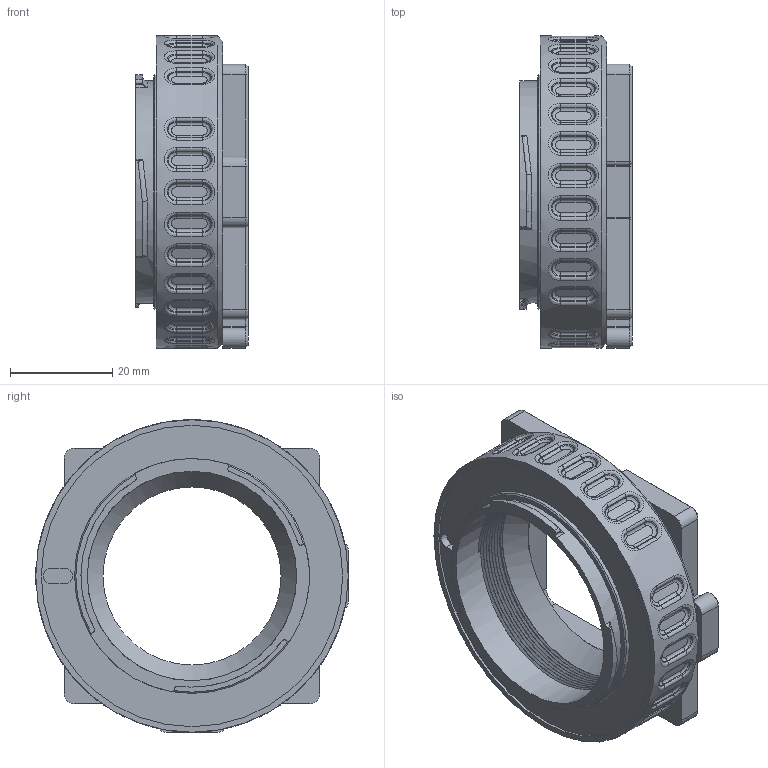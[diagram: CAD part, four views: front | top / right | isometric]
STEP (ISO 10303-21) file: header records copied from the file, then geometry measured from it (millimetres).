
FILE_DESCRIPTION(/* description */ ('STEP AP203'),/* implementation_level */ '2;1');
FILE_NAME(/* name */ '00_Sony_EMount.ipt.step',/* time_stamp */ '2022-11-29T07:51:52+01:00',/* author */ (''),/* organization */ (''),/* preprocessor_version */ 'ST-DEVELOPER v18.1',/* originating_system */ 'Autodesk Inventor 2022',/* authorisation */ '');
FILE_SCHEMA (('AUTOMOTIVE_DESIGN { 1 0 10303 214 3 1 1 }'));
Length unit declared in the file: millimetre
Products named in the file (1): 00_Sony_EMount
Bounding box: 22 x 61.2 x 61.2 mm (x, y, z)
Volume: 26455.3 mm3; surface area: 13063.4 mm2
Topology: 1 solids, 1 shells, 626 faces, 1479 edges, 885 vertices
Faces by surface type: plane 233, cylinder 183, cone 86, bspline 63, torus 61
Full cylindrical faces by diameter (mm): 41 x8, 42.077 x7, 42.469 x1, 43.5 x1, 46 x1, 59 x1, 61.2 x1
Entity records: 34312 total; most frequent: CARTESIAN_POINT 20092, DIRECTION 2980, ORIENTED_EDGE 2958, EDGE_CURVE 1479, AXIS2_PLACEMENT_3D 1115, VERTEX_POINT 885, LINE 750, VECTOR 750
